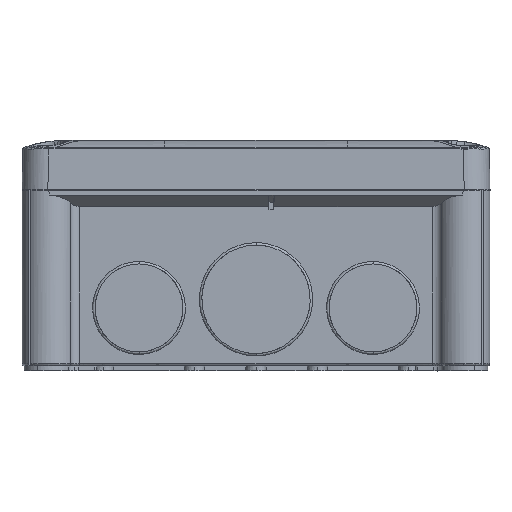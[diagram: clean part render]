
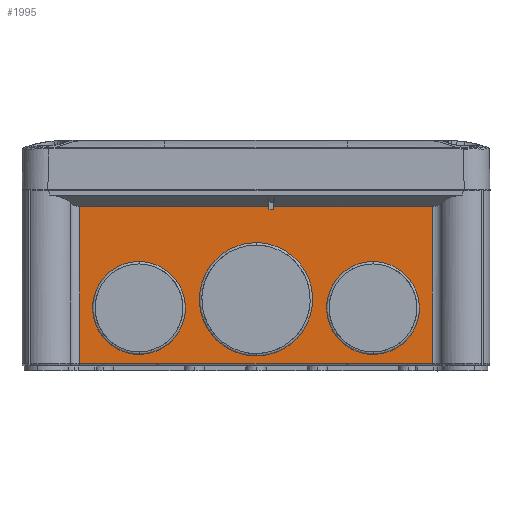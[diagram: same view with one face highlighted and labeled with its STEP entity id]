
A CAD part, left-side view. The second image highlights one B-rep face of the part: STEP entity #1995.
In plain terms, the highlighted planar face has unit normal (1, 0, 0).
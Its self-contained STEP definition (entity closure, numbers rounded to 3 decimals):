
#1840=AXIS2_PLACEMENT_3D('Plane Axis2P3D',#1837,#1838,#1839) ;
#1734=CARTESIAN_POINT('Vertex',(-112.,-5.25,-6.619)) ;
#1739=CARTESIAN_POINT('Line Origine',(-112.,33.144,-6.619)) ;
#1743=CARTESIAN_POINT('Vertex',(-112.,71.539,-6.619)) ;
#1837=CARTESIAN_POINT('Axis2P3D Location',(-112.,74.302,0.)) ;
#1842=CARTESIAN_POINT('Line Origine',(-112.,-5.25,-7.309)) ;
#1846=CARTESIAN_POINT('Vertex',(-112.,-5.25,-8.)) ;
#1849=CARTESIAN_POINT('Line Origine',(-112.,-6.25,-8.)) ;
#1853=CARTESIAN_POINT('Vertex',(-112.,-7.25,-8.)) ;
#1856=CARTESIAN_POINT('Line Origine',(-112.,-7.25,-7.309)) ;
#1860=CARTESIAN_POINT('Vertex',(-112.,-7.25,-6.619)) ;
#1863=CARTESIAN_POINT('Line Origine',(-112.,-39.394,-6.619)) ;
#1867=CARTESIAN_POINT('Vertex',(-112.,-71.539,-6.619)) ;
#1870=CARTESIAN_POINT('Line Origine',(-112.,-71.539,-38.459)) ;
#1874=CARTESIAN_POINT('Vertex',(-112.,-71.539,-70.3)) ;
#1877=CARTESIAN_POINT('Line Origine',(-112.,0.,-70.3)) ;
#1881=CARTESIAN_POINT('Vertex',(-112.,71.539,-70.3)) ;
#1884=CARTESIAN_POINT('Line Origine',(-112.,71.539,-38.459)) ;
#1900=CARTESIAN_POINT('Control Point',(-112.,47.5,-28.95)) ;
#1901=CARTESIAN_POINT('Control Point',(-112.,51.225,-28.943)) ;
#1902=CARTESIAN_POINT('Control Point',(-112.,54.95,-29.881)) ;
#1903=CARTESIAN_POINT('Control Point',(-112.,62.383,-33.86)) ;
#1904=CARTESIAN_POINT('Control Point',(-112.,66.971,-41.472)) ;
#1905=CARTESIAN_POINT('Control Point',(-112.,67.017,-54.012)) ;
#1906=CARTESIAN_POINT('Control Point',(-112.,62.456,-61.682)) ;
#1907=CARTESIAN_POINT('Control Point',(-112.,55.006,-65.705)) ;
#1908=CARTESIAN_POINT('Control Point',(-112.,51.253,-66.657)) ;
#1909=CARTESIAN_POINT('Control Point',(-112.,47.5,-66.65)) ;
#1910=CARTESIAN_POINT('Vertex',(-112.,47.5,-28.95)) ;
#1912=CARTESIAN_POINT('Vertex',(-112.,47.5,-66.65)) ;
#1916=CARTESIAN_POINT('Control Point',(-112.,47.5,-66.65)) ;
#1917=CARTESIAN_POINT('Control Point',(-112.,43.775,-66.657)) ;
#1918=CARTESIAN_POINT('Control Point',(-112.,40.05,-65.719)) ;
#1919=CARTESIAN_POINT('Control Point',(-112.,32.617,-61.74)) ;
#1920=CARTESIAN_POINT('Control Point',(-112.,28.029,-54.128)) ;
#1921=CARTESIAN_POINT('Control Point',(-112.,27.983,-41.588)) ;
#1922=CARTESIAN_POINT('Control Point',(-112.,32.544,-33.918)) ;
#1923=CARTESIAN_POINT('Control Point',(-112.,39.994,-29.895)) ;
#1924=CARTESIAN_POINT('Control Point',(-112.,43.747,-28.943)) ;
#1925=CARTESIAN_POINT('Control Point',(-112.,47.5,-28.95)) ;
#1932=CARTESIAN_POINT('Control Point',(-112.,-47.5,-28.95)) ;
#1933=CARTESIAN_POINT('Control Point',(-112.,-43.775,-28.943)) ;
#1934=CARTESIAN_POINT('Control Point',(-112.,-40.05,-29.881)) ;
#1935=CARTESIAN_POINT('Control Point',(-112.,-32.617,-33.86)) ;
#1936=CARTESIAN_POINT('Control Point',(-112.,-28.029,-41.472)) ;
#1937=CARTESIAN_POINT('Control Point',(-112.,-27.983,-54.012)) ;
#1938=CARTESIAN_POINT('Control Point',(-112.,-32.544,-61.682)) ;
#1939=CARTESIAN_POINT('Control Point',(-112.,-39.994,-65.705)) ;
#1940=CARTESIAN_POINT('Control Point',(-112.,-43.747,-66.657)) ;
#1941=CARTESIAN_POINT('Control Point',(-112.,-47.5,-66.65)) ;
#1942=CARTESIAN_POINT('Vertex',(-112.,-47.5,-28.95)) ;
#1944=CARTESIAN_POINT('Vertex',(-112.,-47.5,-66.65)) ;
#1948=CARTESIAN_POINT('Control Point',(-112.,-47.5,-66.65)) ;
#1949=CARTESIAN_POINT('Control Point',(-112.,-51.225,-66.657)) ;
#1950=CARTESIAN_POINT('Control Point',(-112.,-54.95,-65.719)) ;
#1951=CARTESIAN_POINT('Control Point',(-112.,-62.383,-61.74)) ;
#1952=CARTESIAN_POINT('Control Point',(-112.,-66.971,-54.128)) ;
#1953=CARTESIAN_POINT('Control Point',(-112.,-67.017,-41.588)) ;
#1954=CARTESIAN_POINT('Control Point',(-112.,-62.456,-33.918)) ;
#1955=CARTESIAN_POINT('Control Point',(-112.,-55.006,-29.895)) ;
#1956=CARTESIAN_POINT('Control Point',(-112.,-51.253,-28.943)) ;
#1957=CARTESIAN_POINT('Control Point',(-112.,-47.5,-28.95)) ;
#1964=CARTESIAN_POINT('Control Point',(-112.,0.,-21.3)) ;
#1965=CARTESIAN_POINT('Control Point',(-112.,4.694,-21.288)) ;
#1966=CARTESIAN_POINT('Control Point',(-112.,9.382,-22.508)) ;
#1967=CARTESIAN_POINT('Control Point',(-112.,18.383,-27.514)) ;
#1968=CARTESIAN_POINT('Control Point',(-112.,23.81,-36.866)) ;
#1969=CARTESIAN_POINT('Control Point',(-112.,23.661,-52.112)) ;
#1970=CARTESIAN_POINT('Control Point',(-112.,18.145,-61.277)) ;
#1971=CARTESIAN_POINT('Control Point',(-112.,9.201,-66.138)) ;
#1972=CARTESIAN_POINT('Control Point',(-112.,4.601,-67.311)) ;
#1973=CARTESIAN_POINT('Control Point',(-112.,0.,-67.3)) ;
#1974=CARTESIAN_POINT('Vertex',(-112.,0.,-21.3)) ;
#1976=CARTESIAN_POINT('Vertex',(-112.,0.,-67.3)) ;
#1980=CARTESIAN_POINT('Control Point',(-112.,0.,-67.3)) ;
#1981=CARTESIAN_POINT('Control Point',(-112.,-4.694,-67.312)) ;
#1982=CARTESIAN_POINT('Control Point',(-112.,-9.382,-66.092)) ;
#1983=CARTESIAN_POINT('Control Point',(-112.,-18.383,-61.086)) ;
#1984=CARTESIAN_POINT('Control Point',(-112.,-23.81,-51.734)) ;
#1985=CARTESIAN_POINT('Control Point',(-112.,-23.661,-36.488)) ;
#1986=CARTESIAN_POINT('Control Point',(-112.,-18.145,-27.323)) ;
#1987=CARTESIAN_POINT('Control Point',(-112.,-9.201,-22.462)) ;
#1988=CARTESIAN_POINT('Control Point',(-112.,-4.601,-21.289)) ;
#1989=CARTESIAN_POINT('Control Point',(-112.,0.,-21.3)) ;
#1740=DIRECTION('Vector Direction',(0.,-1.,0.)) ;
#1838=DIRECTION('Axis2P3D Direction',(1.,0.,-0.)) ;
#1839=DIRECTION('Axis2P3D XDirection',(0.,0.,1.)) ;
#1843=DIRECTION('Vector Direction',(0.,0.,1.)) ;
#1850=DIRECTION('Vector Direction',(0.,-1.,0.)) ;
#1857=DIRECTION('Vector Direction',(0.,0.,1.)) ;
#1864=DIRECTION('Vector Direction',(0.,-1.,0.)) ;
#1871=DIRECTION('Vector Direction',(0.,0.,-1.)) ;
#1878=DIRECTION('Vector Direction',(0.,1.,0.)) ;
#1885=DIRECTION('Vector Direction',(0.,0.,-1.)) ;
#1741=VECTOR('Line Direction',#1740,1.) ;
#1844=VECTOR('Line Direction',#1843,1.) ;
#1851=VECTOR('Line Direction',#1850,1.) ;
#1858=VECTOR('Line Direction',#1857,1.) ;
#1865=VECTOR('Line Direction',#1864,1.) ;
#1872=VECTOR('Line Direction',#1871,1.) ;
#1879=VECTOR('Line Direction',#1878,1.) ;
#1886=VECTOR('Line Direction',#1885,1.) ;
#1890=ORIENTED_EDGE('',*,*,#1745,.T.) ;
#1891=ORIENTED_EDGE('',*,*,#1848,.F.) ;
#1892=ORIENTED_EDGE('',*,*,#1855,.T.) ;
#1893=ORIENTED_EDGE('',*,*,#1862,.T.) ;
#1894=ORIENTED_EDGE('',*,*,#1869,.T.) ;
#1895=ORIENTED_EDGE('',*,*,#1876,.T.) ;
#1896=ORIENTED_EDGE('',*,*,#1883,.T.) ;
#1897=ORIENTED_EDGE('',*,*,#1888,.F.) ;
#1928=ORIENTED_EDGE('',*,*,#1914,.T.) ;
#1929=ORIENTED_EDGE('',*,*,#1926,.T.) ;
#1960=ORIENTED_EDGE('',*,*,#1946,.T.) ;
#1961=ORIENTED_EDGE('',*,*,#1958,.T.) ;
#1992=ORIENTED_EDGE('',*,*,#1978,.T.) ;
#1993=ORIENTED_EDGE('',*,*,#1990,.T.) ;
#1930=FACE_BOUND('',#1927,.T.) ;
#1962=FACE_BOUND('',#1959,.T.) ;
#1994=FACE_BOUND('',#1991,.T.) ;
#1995=ADVANCED_FACE('Surface.158',(#1898,#1930,#1962,#1994),#1841,.T.) ;
#1899=B_SPLINE_CURVE_WITH_KNOTS('',5,(#1900,#1901,#1902,#1903,#1904,#1905,#1906,#1907,#1908,#1909),.UNSPECIFIED.,.F.,.U.,(6,2,2,6),(0.,19.639,42.652,62.44),.UNSPECIFIED.) ;
#1915=B_SPLINE_CURVE_WITH_KNOTS('',5,(#1916,#1917,#1918,#1919,#1920,#1921,#1922,#1923,#1924,#1925),.UNSPECIFIED.,.F.,.U.,(6,2,2,6),(0.,19.639,42.652,62.44),.UNSPECIFIED.) ;
#1931=B_SPLINE_CURVE_WITH_KNOTS('',5,(#1932,#1933,#1934,#1935,#1936,#1937,#1938,#1939,#1940,#1941),.UNSPECIFIED.,.F.,.U.,(6,2,2,6),(0.,19.639,42.652,62.44),.UNSPECIFIED.) ;
#1947=B_SPLINE_CURVE_WITH_KNOTS('',5,(#1948,#1949,#1950,#1951,#1952,#1953,#1954,#1955,#1956,#1957),.UNSPECIFIED.,.F.,.U.,(6,2,2,6),(0.,19.639,42.652,62.44),.UNSPECIFIED.) ;
#1963=B_SPLINE_CURVE_WITH_KNOTS('',5,(#1964,#1965,#1966,#1967,#1968,#1969,#1970,#1971,#1972,#1973),.UNSPECIFIED.,.F.,.U.,(6,2,2,6),(0.,24.721,51.886,76.122),.UNSPECIFIED.) ;
#1979=B_SPLINE_CURVE_WITH_KNOTS('',5,(#1980,#1981,#1982,#1983,#1984,#1985,#1986,#1987,#1988,#1989),.UNSPECIFIED.,.F.,.U.,(6,2,2,6),(0.,24.721,51.886,76.122),.UNSPECIFIED.) ;
#1745=EDGE_CURVE('',#1744,#1735,#1742,.T.) ;
#1848=EDGE_CURVE('',#1847,#1735,#1845,.T.) ;
#1855=EDGE_CURVE('',#1847,#1854,#1852,.T.) ;
#1862=EDGE_CURVE('',#1854,#1861,#1859,.T.) ;
#1869=EDGE_CURVE('',#1861,#1868,#1866,.T.) ;
#1876=EDGE_CURVE('',#1868,#1875,#1873,.T.) ;
#1883=EDGE_CURVE('',#1875,#1882,#1880,.T.) ;
#1888=EDGE_CURVE('',#1744,#1882,#1887,.T.) ;
#1914=EDGE_CURVE('',#1911,#1913,#1899,.T.) ;
#1926=EDGE_CURVE('',#1913,#1911,#1915,.T.) ;
#1946=EDGE_CURVE('',#1943,#1945,#1931,.T.) ;
#1958=EDGE_CURVE('',#1945,#1943,#1947,.T.) ;
#1978=EDGE_CURVE('',#1975,#1977,#1963,.T.) ;
#1990=EDGE_CURVE('',#1977,#1975,#1979,.T.) ;
#1889=EDGE_LOOP('',(#1890,#1891,#1892,#1893,#1894,#1895,#1896,#1897)) ;
#1927=EDGE_LOOP('',(#1928,#1929)) ;
#1959=EDGE_LOOP('',(#1960,#1961)) ;
#1991=EDGE_LOOP('',(#1992,#1993)) ;
#1898=FACE_OUTER_BOUND('',#1889,.T.) ;
#1742=LINE('Line',#1739,#1741) ;
#1845=LINE('Line',#1842,#1844) ;
#1852=LINE('Line',#1849,#1851) ;
#1859=LINE('Line',#1856,#1858) ;
#1866=LINE('Line',#1863,#1865) ;
#1873=LINE('Line',#1870,#1872) ;
#1880=LINE('Line',#1877,#1879) ;
#1887=LINE('Line',#1884,#1886) ;
#1841=PLANE('',#1840) ;
#1735=VERTEX_POINT('',#1734) ;
#1744=VERTEX_POINT('',#1743) ;
#1847=VERTEX_POINT('',#1846) ;
#1854=VERTEX_POINT('',#1853) ;
#1861=VERTEX_POINT('',#1860) ;
#1868=VERTEX_POINT('',#1867) ;
#1875=VERTEX_POINT('',#1874) ;
#1882=VERTEX_POINT('',#1881) ;
#1911=VERTEX_POINT('',#1910) ;
#1913=VERTEX_POINT('',#1912) ;
#1943=VERTEX_POINT('',#1942) ;
#1945=VERTEX_POINT('',#1944) ;
#1975=VERTEX_POINT('',#1974) ;
#1977=VERTEX_POINT('',#1976) ;
